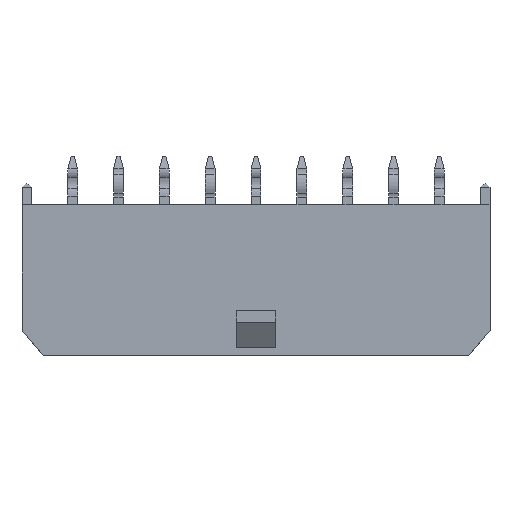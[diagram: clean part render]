
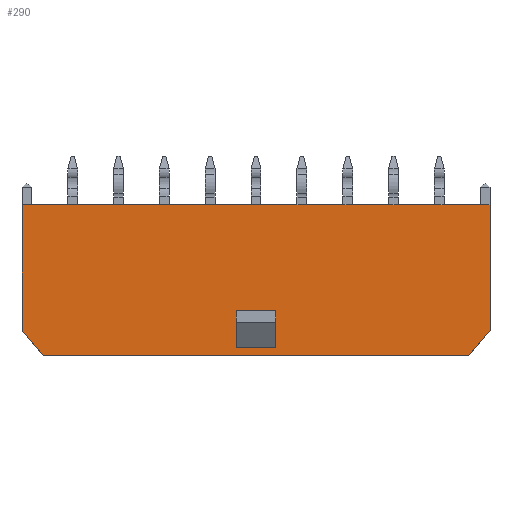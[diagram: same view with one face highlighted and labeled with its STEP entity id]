
A CAD part, top view. The second image highlights one B-rep face of the part: STEP entity #290.
In plain terms, the highlighted planar face has unit normal (0, 0, 1).
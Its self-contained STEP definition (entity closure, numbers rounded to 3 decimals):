
#121=FACE_BOUND('',#1229,.T.);
#122=FACE_BOUND('',#1230,.T.);
#290=ADVANCED_FACE('',(#121,#122),#617,.T.);
#617=PLANE('',#5905);
#1229=EDGE_LOOP('',(#1958,#1959,#1960,#1961,#1962,#1963));
#1230=EDGE_LOOP('',(#1964,#1965,#1966,#1967));
#1958=ORIENTED_EDGE('',*,*,#3959,.F.);
#1959=ORIENTED_EDGE('',*,*,#3924,.F.);
#1960=ORIENTED_EDGE('',*,*,#3747,.T.);
#1961=ORIENTED_EDGE('',*,*,#4010,.T.);
#1962=ORIENTED_EDGE('',*,*,#3956,.F.);
#1963=ORIENTED_EDGE('',*,*,#4005,.F.);
#1964=ORIENTED_EDGE('',*,*,#4011,.T.);
#1965=ORIENTED_EDGE('',*,*,#4012,.T.);
#1966=ORIENTED_EDGE('',*,*,#4013,.F.);
#1967=ORIENTED_EDGE('',*,*,#4014,.F.);
#3243=VERTEX_POINT('',#8067);
#3244=VERTEX_POINT('',#8069);
#3406=VERTEX_POINT('',#8433);
#3432=VERTEX_POINT('',#8491);
#3435=VERTEX_POINT('',#8496);
#3436=VERTEX_POINT('',#8500);
#3485=VERTEX_POINT('',#8605);
#3486=VERTEX_POINT('',#8606);
#3487=VERTEX_POINT('',#8608);
#3488=VERTEX_POINT('',#8610);
#3747=EDGE_CURVE('',#3244,#3243,#4478,.T.);
#3924=EDGE_CURVE('',#3244,#3406,#4607,.T.);
#3956=EDGE_CURVE('',#3435,#3432,#4639,.T.);
#3959=EDGE_CURVE('',#3406,#3436,#4642,.T.);
#4005=EDGE_CURVE('',#3436,#3435,#4688,.T.);
#4010=EDGE_CURVE('',#3243,#3432,#4693,.T.);
#4011=EDGE_CURVE('',#3485,#3486,#4694,.T.);
#4012=EDGE_CURVE('',#3486,#3487,#4695,.T.);
#4013=EDGE_CURVE('',#3488,#3487,#4696,.T.);
#4014=EDGE_CURVE('',#3485,#3488,#4697,.T.);
#4478=LINE('',#8068,#5161);
#4607=LINE('',#8432,#5290);
#4639=LINE('',#8497,#5322);
#4642=LINE('',#8503,#5325);
#4688=LINE('',#8595,#5371);
#4693=LINE('',#8603,#5376);
#4694=LINE('',#8604,#5377);
#4695=LINE('',#8607,#5378);
#4696=LINE('',#8609,#5379);
#4697=LINE('',#8611,#5380);
#5161=VECTOR('',#6442,1.);
#5290=VECTOR('',#6717,1.);
#5322=VECTOR('',#6755,1.);
#5325=VECTOR('',#6760,1.);
#5371=VECTOR('',#6808,1.);
#5376=VECTOR('',#6815,1.);
#5377=VECTOR('',#6816,1.);
#5378=VECTOR('',#6817,1.);
#5379=VECTOR('',#6818,1.);
#5380=VECTOR('',#6819,1.);
#5905=AXIS2_PLACEMENT_3D('',#8612,#6820,#6821);
#6442=DIRECTION('',(-1.,0.,0.));
#6717=DIRECTION('',(0.,-1.,0.));
#6755=DIRECTION('',(-0.643,0.766,0.));
#6760=DIRECTION('',(-0.643,-0.766,0.));
#6808=DIRECTION('',(-1.,0.,0.));
#6815=DIRECTION('',(0.,-1.,0.));
#6816=DIRECTION('',(-1.,0.,0.));
#6817=DIRECTION('',(0.,1.,0.));
#6818=DIRECTION('',(-1.,0.,0.));
#6819=DIRECTION('',(0.,1.,0.));
#6820=DIRECTION('',(0.,0.,1.));
#6821=DIRECTION('',(1.,0.,0.));
#8067=CARTESIAN_POINT('',(-15.315,9.9,3.86));
#8068=CARTESIAN_POINT('',(15.315,9.9,3.86));
#8069=CARTESIAN_POINT('',(15.315,9.9,3.86));
#8432=CARTESIAN_POINT('',(15.315,9.9,3.86));
#8433=CARTESIAN_POINT('',(15.315,1.668,3.86));
#8491=CARTESIAN_POINT('',(-15.315,1.668,3.86));
#8496=CARTESIAN_POINT('',(-13.915,0.,3.86));
#8497=CARTESIAN_POINT('',(-13.915,0.,3.86));
#8500=CARTESIAN_POINT('',(13.915,0.,3.86));
#8503=CARTESIAN_POINT('',(15.315,1.668,3.86));
#8595=CARTESIAN_POINT('',(15.315,0.,3.86));
#8603=CARTESIAN_POINT('',(-15.315,9.9,3.86));
#8604=CARTESIAN_POINT('',(1.3,0.54,3.86));
#8605=CARTESIAN_POINT('',(1.3,0.54,3.86));
#8606=CARTESIAN_POINT('',(-1.3,0.54,3.86));
#8607=CARTESIAN_POINT('',(-1.3,0.54,3.86));
#8608=CARTESIAN_POINT('',(-1.3,2.95,3.86));
#8609=CARTESIAN_POINT('',(1.3,2.95,3.86));
#8610=CARTESIAN_POINT('',(1.3,2.95,3.86));
#8611=CARTESIAN_POINT('',(1.3,0.54,3.86));
#8612=CARTESIAN_POINT('',(15.315,9.9,3.86));
